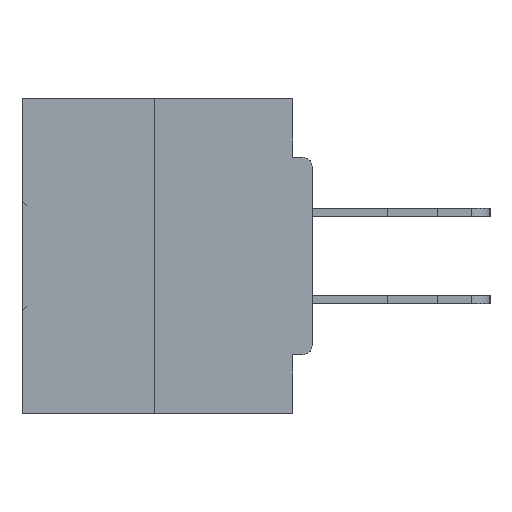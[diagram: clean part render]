
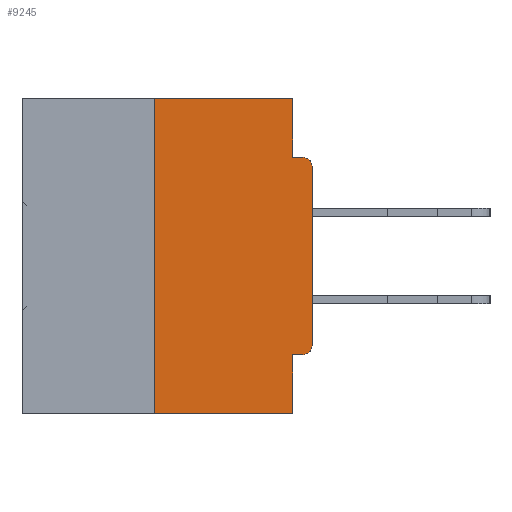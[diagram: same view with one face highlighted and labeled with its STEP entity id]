
A CAD part, left-side view. The second image highlights one B-rep face of the part: STEP entity #9245.
In plain terms, the highlighted planar face has unit normal (-1, 0, 0).
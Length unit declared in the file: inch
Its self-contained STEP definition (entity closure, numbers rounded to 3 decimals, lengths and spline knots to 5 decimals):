
#388 = CARTESIAN_POINT ( 'NONE',  ( 0., 0.015, -0.4065 ) ) ;
#1238 = VERTEX_POINT ( 'NONE', #43110 ) ;
#1272 = VERTEX_POINT ( 'NONE', #31941 ) ;
#1408 = ORIENTED_EDGE ( 'NONE', *, *, #25079, .F. ) ;
#1453 = VERTEX_POINT ( 'NONE', #22355 ) ;
#2132 = CARTESIAN_POINT ( 'NONE',  ( 0., 0.25, 0. ) ) ;
#2171 = CARTESIAN_POINT ( 'NONE',  ( 0., 0., 0. ) ) ;
#2230 = VERTEX_POINT ( 'NONE', #20244 ) ;
#2326 = CARTESIAN_POINT ( 'NONE',  ( 0., 0., -0.0935 ) ) ;
#2356 = DIRECTION ( 'NONE',  ( 0., 0., 1. ) ) ;
#2891 = EDGE_CURVE ( 'NONE', #38504, #1238, #45324, .T. ) ;
#3616 = LINE ( 'NONE', #25184, #34299 ) ;
#4217 = ORIENTED_EDGE ( 'NONE', *, *, #7497, .T. ) ;
#5661 = LINE ( 'NONE', #2171, #25998 ) ;
#6572 = CARTESIAN_POINT ( 'NONE',  ( 0., 0.031, -0.5 ) ) ;
#7497 = EDGE_CURVE ( 'NONE', #20896, #12291, #44894, .T. ) ;
#9245 = ADVANCED_FACE ( 'NONE', ( #13239 ), #9333, .F. ) ;
#9333 = PLANE ( 'NONE',  #14770 ) ;
#10050 = CARTESIAN_POINT ( 'NONE',  ( 0., 0.031, 0. ) ) ;
#10613 = DIRECTION ( 'NONE',  ( 0., -1., 0. ) ) ;
#10628 = VECTOR ( 'NONE', #39080, 39.37008 ) ;
#11109 = ORIENTED_EDGE ( 'NONE', *, *, #40316, .T. ) ;
#11635 = VECTOR ( 'NONE', #23220, 39.37008 ) ;
#12291 = VERTEX_POINT ( 'NONE', #30928 ) ;
#13239 = FACE_OUTER_BOUND ( 'NONE', #37743, .T. ) ;
#13360 = AXIS2_PLACEMENT_3D ( 'NONE', #42190, #31702, #28217 ) ;
#13402 = VERTEX_POINT ( 'NONE', #44840 ) ;
#13634 = CARTESIAN_POINT ( 'NONE',  ( 0., 0., -0.1085 ) ) ;
#13736 = LINE ( 'NONE', #6572, #34954 ) ;
#13812 = DIRECTION ( 'NONE',  ( 0., -1., 0. ) ) ;
#13927 = EDGE_CURVE ( 'NONE', #13402, #39270, #3616, .T. ) ;
#14770 = AXIS2_PLACEMENT_3D ( 'NONE', #27404, #37686, #33942 ) ;
#16239 = DIRECTION ( 'NONE',  ( -1., 0., 0. ) ) ;
#16434 = ORIENTED_EDGE ( 'NONE', *, *, #13927, .T. ) ;
#18697 = CARTESIAN_POINT ( 'NONE',  ( 0., 0., -0.4065 ) ) ;
#18922 = LINE ( 'NONE', #18697, #20039 ) ;
#20039 = VECTOR ( 'NONE', #29400, 39.37008 ) ;
#20244 = CARTESIAN_POINT ( 'NONE',  ( 0., 0.031, -0.4065 ) ) ;
#20896 = VERTEX_POINT ( 'NONE', #388 ) ;
#22355 = CARTESIAN_POINT ( 'NONE',  ( 0., 0.031, 0. ) ) ;
#22988 = ORIENTED_EDGE ( 'NONE', *, *, #2891, .F. ) ;
#23220 = DIRECTION ( 'NONE',  ( 0., -1., 0. ) ) ;
#25079 = EDGE_CURVE ( 'NONE', #1453, #38504, #41870, .T. ) ;
#25184 = CARTESIAN_POINT ( 'NONE',  ( 0., 0.46, -0.5 ) ) ;
#25998 = VECTOR ( 'NONE', #26080, 39.37008 ) ;
#26080 = DIRECTION ( 'NONE',  ( 0., 0., 1. ) ) ;
#26942 = EDGE_CURVE ( 'NONE', #13402, #1272, #27653, .T. ) ;
#27404 = CARTESIAN_POINT ( 'NONE',  ( 0., 0.46, 0. ) ) ;
#27653 = LINE ( 'NONE', #2132, #32155 ) ;
#27911 = DIRECTION ( 'NONE',  ( 0., 0., -1. ) ) ;
#28217 = DIRECTION ( 'NONE',  ( 0., 0., -1. ) ) ;
#28996 = ORIENTED_EDGE ( 'NONE', *, *, #33922, .T. ) ;
#29400 = DIRECTION ( 'NONE',  ( 0., 1., 0. ) ) ;
#29438 = CARTESIAN_POINT ( 'NONE',  ( 0., 0.031, -0.0935 ) ) ;
#30928 = CARTESIAN_POINT ( 'NONE',  ( 0., 0., -0.3915 ) ) ;
#31702 = DIRECTION ( 'NONE',  ( -1., 0., 0. ) ) ;
#31717 = LINE ( 'NONE', #38718, #37342 ) ;
#31941 = CARTESIAN_POINT ( 'NONE',  ( 0., 0.25, 0. ) ) ;
#32155 = VECTOR ( 'NONE', #2356, 39.37008 ) ;
#33913 = DIRECTION ( 'NONE',  ( 0., 0., -1. ) ) ;
#33922 = EDGE_CURVE ( 'NONE', #42670, #1238, #39374, .T. ) ;
#33942 = DIRECTION ( 'NONE',  ( 0., 0., -1. ) ) ;
#34299 = VECTOR ( 'NONE', #13812, 39.37008 ) ;
#34954 = VECTOR ( 'NONE', #27911, 39.37008 ) ;
#35219 = ORIENTED_EDGE ( 'NONE', *, *, #40515, .F. ) ;
#37342 = VECTOR ( 'NONE', #10613, 39.37008 ) ;
#37686 = DIRECTION ( 'NONE',  ( 1., 0., 0. ) ) ;
#37702 = ORIENTED_EDGE ( 'NONE', *, *, #26942, .F. ) ;
#37743 = EDGE_LOOP ( 'NONE', ( #42077, #37702, #16434, #35219, #43193, #4217, #11109, #28996, #22988, #1408 ) ) ;
#38504 = VERTEX_POINT ( 'NONE', #29438 ) ;
#38718 = CARTESIAN_POINT ( 'NONE',  ( 0., 0.46, 0. ) ) ;
#39080 = DIRECTION ( 'NONE',  ( 0., 0., -1. ) ) ;
#39270 = VERTEX_POINT ( 'NONE', #43423 ) ;
#39374 = CIRCLE ( 'NONE', #13360, 0.015 ) ;
#39687 = AXIS2_PLACEMENT_3D ( 'NONE', #41144, #16239, #33913 ) ;
#39808 = EDGE_CURVE ( 'NONE', #20896, #2230, #18922, .T. ) ;
#40316 = EDGE_CURVE ( 'NONE', #12291, #42670, #5661, .T. ) ;
#40515 = EDGE_CURVE ( 'NONE', #2230, #39270, #13736, .T. ) ;
#41144 = CARTESIAN_POINT ( 'NONE',  ( 0., 0.015, -0.3915 ) ) ;
#41870 = LINE ( 'NONE', #10050, #10628 ) ;
#42077 = ORIENTED_EDGE ( 'NONE', *, *, #44124, .F. ) ;
#42190 = CARTESIAN_POINT ( 'NONE',  ( 0., 0.015, -0.1085 ) ) ;
#42670 = VERTEX_POINT ( 'NONE', #13634 ) ;
#43110 = CARTESIAN_POINT ( 'NONE',  ( 0., 0.015, -0.0935 ) ) ;
#43193 = ORIENTED_EDGE ( 'NONE', *, *, #39808, .F. ) ;
#43423 = CARTESIAN_POINT ( 'NONE',  ( 0., 0.031, -0.5 ) ) ;
#44124 = EDGE_CURVE ( 'NONE', #1272, #1453, #31717, .T. ) ;
#44840 = CARTESIAN_POINT ( 'NONE',  ( 0., 0.25, -0.5 ) ) ;
#44894 = CIRCLE ( 'NONE', #39687, 0.015 ) ;
#45324 = LINE ( 'NONE', #2326, #11635 ) ;
